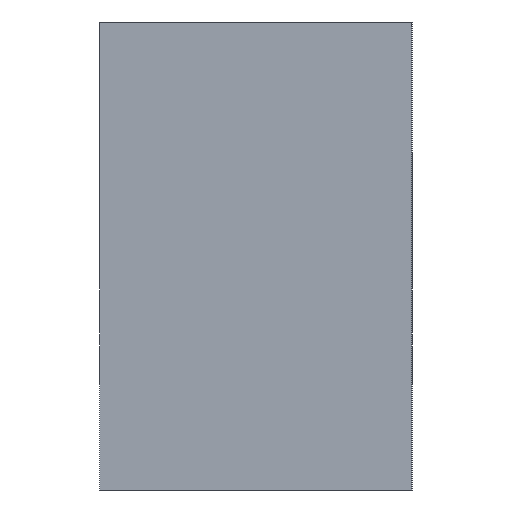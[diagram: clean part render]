
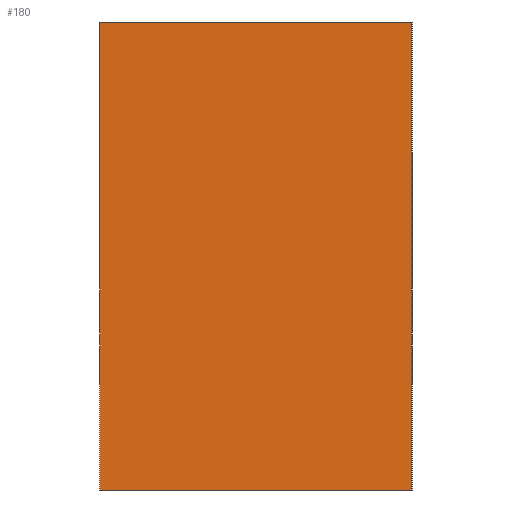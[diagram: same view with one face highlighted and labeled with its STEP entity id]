
A CAD part, left-side view. The second image highlights one B-rep face of the part: STEP entity #180.
In plain terms, the highlighted planar face has unit normal (-1, 0, 0).
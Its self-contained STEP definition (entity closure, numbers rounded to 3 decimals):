
#3 = AXIS2_PLACEMENT_3D ( 'NONE', #101, #74, #195 ) ;
#12 = VERTEX_POINT ( 'NONE', #155 ) ;
#21 = ORIENTED_EDGE ( 'NONE', *, *, #249, .T. ) ;
#32 = EDGE_CURVE ( 'NONE', #100, #111, #49, .T. ) ;
#47 = LINE ( 'NONE', #144, #97 ) ;
#49 = LINE ( 'NONE', #328, #366 ) ;
#52 = DIRECTION ( 'NONE',  ( 0., 0., 1. ) ) ;
#67 = FACE_OUTER_BOUND ( 'NONE', #127, .T. ) ;
#74 = DIRECTION ( 'NONE',  ( 1., 0., 0. ) ) ;
#97 = VECTOR ( 'NONE', #341, 1000. ) ;
#100 = VERTEX_POINT ( 'NONE', #216 ) ;
#101 = CARTESIAN_POINT ( 'NONE',  ( -75., 20., 15. ) ) ;
#106 = PLANE ( 'NONE',  #3 ) ;
#110 = VECTOR ( 'NONE', #170, 1000. ) ;
#111 = VERTEX_POINT ( 'NONE', #271 ) ;
#115 = DIRECTION ( 'NONE',  ( 0., -1., 0. ) ) ;
#127 = EDGE_LOOP ( 'NONE', ( #21, #312, #143, #285 ) ) ;
#136 = LINE ( 'NONE', #202, #110 ) ;
#143 = ORIENTED_EDGE ( 'NONE', *, *, #365, .F. ) ;
#144 = CARTESIAN_POINT ( 'NONE',  ( -75., 0., 15. ) ) ;
#155 = CARTESIAN_POINT ( 'NONE',  ( -75., 0., 15. ) ) ;
#159 = LINE ( 'NONE', #353, #218 ) ;
#170 = DIRECTION ( 'NONE',  ( 0., -1., 0. ) ) ;
#180 = ADVANCED_FACE ( 'NONE', ( #67 ), #106, .F. ) ;
#195 = DIRECTION ( 'NONE',  ( 0., 0., -1. ) ) ;
#202 = CARTESIAN_POINT ( 'NONE',  ( -75., 20., 15. ) ) ;
#216 = CARTESIAN_POINT ( 'NONE',  ( -75., 20., -15. ) ) ;
#218 = VECTOR ( 'NONE', #52, 1000. ) ;
#222 = EDGE_CURVE ( 'NONE', #317, #12, #136, .T. ) ;
#249 = EDGE_CURVE ( 'NONE', #111, #12, #47, .T. ) ;
#271 = CARTESIAN_POINT ( 'NONE',  ( -75., 0., -15. ) ) ;
#285 = ORIENTED_EDGE ( 'NONE', *, *, #32, .T. ) ;
#312 = ORIENTED_EDGE ( 'NONE', *, *, #222, .F. ) ;
#317 = VERTEX_POINT ( 'NONE', #329 ) ;
#328 = CARTESIAN_POINT ( 'NONE',  ( -75., 20., -15. ) ) ;
#329 = CARTESIAN_POINT ( 'NONE',  ( -75., 20., 15. ) ) ;
#341 = DIRECTION ( 'NONE',  ( 0., 0., 1. ) ) ;
#353 = CARTESIAN_POINT ( 'NONE',  ( -75., 20., 15. ) ) ;
#365 = EDGE_CURVE ( 'NONE', #100, #317, #159, .T. ) ;
#366 = VECTOR ( 'NONE', #115, 1000. ) ;
